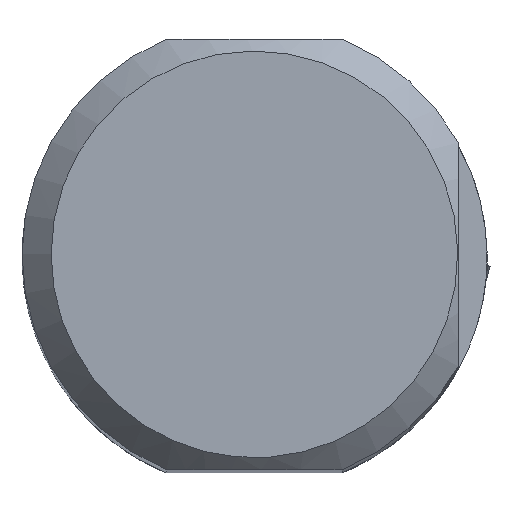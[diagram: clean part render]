
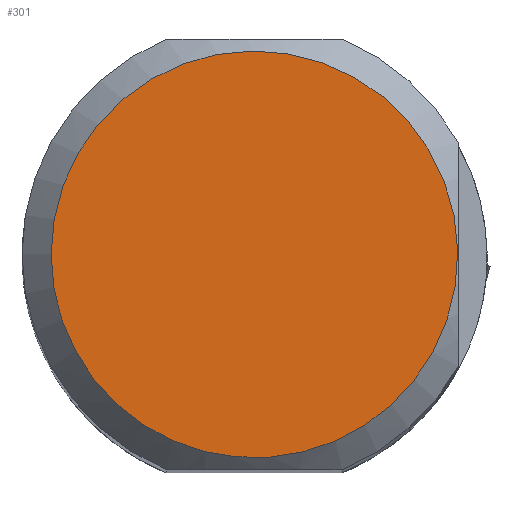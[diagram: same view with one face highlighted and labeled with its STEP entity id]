
A CAD part, top view. The second image highlights one B-rep face of the part: STEP entity #301.
In plain terms, the highlighted planar face has unit normal (0, 0, 1).
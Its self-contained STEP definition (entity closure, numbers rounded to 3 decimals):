
#201=CIRCLE('',#2197,17.478);
#301=ADVANCED_FACE('TB_BL_N5_SU8',(#456),#399,.F.);
#399=PLANE('',#2199);
#456=FACE_OUTER_BOUND('',#572,.T.);
#572=EDGE_LOOP('',(#1065));
#1065=ORIENTED_EDGE('',*,*,#1813,.T.);
#1593=VERTEX_POINT('',#3197);
#1813=EDGE_CURVE('',#1593,#1593,#201,.T.);
#2197=AXIS2_PLACEMENT_3D('',#3196,#2493,#2494);
#2199=AXIS2_PLACEMENT_3D('',#3207,#2497,#2498);
#2493=DIRECTION('',(0.,0.,1.));
#2494=DIRECTION('',(-1.,0.,0.));
#2497=DIRECTION('',(0.,0.,-1.));
#2498=DIRECTION('',(1.,0.,0.));
#3196=CARTESIAN_POINT('',(0.,0.,0.));
#3197=CARTESIAN_POINT('',(-17.478,0.,0.));
#3207=CARTESIAN_POINT('',(-17.478,0.,0.));
